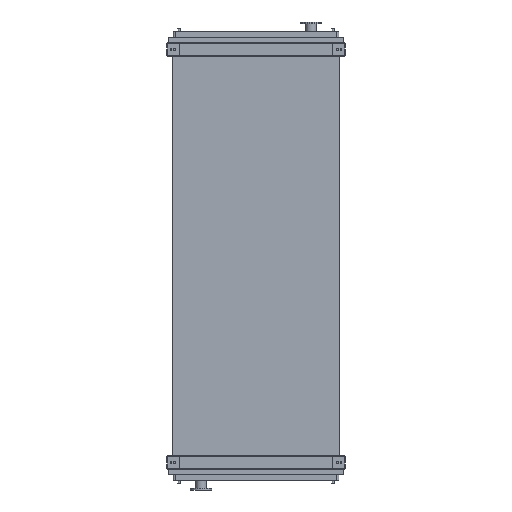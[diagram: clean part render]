
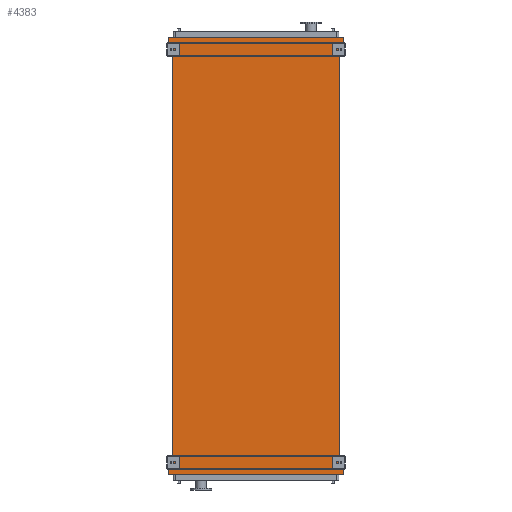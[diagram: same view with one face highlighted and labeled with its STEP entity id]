
A CAD part, front view. The second image highlights one B-rep face of the part: STEP entity #4383.
In plain terms, the highlighted planar face has unit normal (0, -1, 0).
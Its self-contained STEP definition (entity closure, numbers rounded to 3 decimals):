
#4 = CARTESIAN_POINT ( 'NONE',  ( -891., 0., -4303. ) ) ;
#1126 = CARTESIAN_POINT ( 'NONE',  ( -891., 0., 95. ) ) ;
#1699 = VERTEX_POINT ( 'NONE', #10634 ) ;
#2216 = EDGE_LOOP ( 'NONE', ( #17658, #8279, #23274, #3976, #9485, #14966, #19968, #5975, #11225, #16164, #11843, #16754 ) ) ;
#2424 = CARTESIAN_POINT ( 'NONE',  ( -891., 0., -4345. ) ) ;
#2443 = LINE ( 'NONE', #9420, #7460 ) ;
#2763 = CARTESIAN_POINT ( 'NONE',  ( -845., 0., -4250. ) ) ;
#3625 = FACE_OUTER_BOUND ( 'NONE', #2216, .T. ) ;
#3878 = EDGE_CURVE ( 'NONE', #11330, #20088, #19986, .T. ) ;
#3976 = ORIENTED_EDGE ( 'NONE', *, *, #3878, .F. ) ;
#4185 = CARTESIAN_POINT ( 'NONE',  ( -845., 0., 0. ) ) ;
#4232 = VERTEX_POINT ( 'NONE', #9421 ) ;
#4383 = ADVANCED_FACE ( 'NONE', ( #3625 ), #7175, .T. ) ;
#4654 = VECTOR ( 'NONE', #14402, 1000. ) ;
#4762 = EDGE_CURVE ( 'NONE', #14022, #19370, #23234, .T. ) ;
#4810 = CARTESIAN_POINT ( 'NONE',  ( 845., 0., -4250. ) ) ;
#4907 = DIRECTION ( 'NONE',  ( 0.655, 0., -0.755 ) ) ;
#5521 = EDGE_CURVE ( 'NONE', #4232, #22450, #21871, .T. ) ;
#5640 = EDGE_CURVE ( 'NONE', #1699, #22450, #22607, .T. ) ;
#5670 = EDGE_CURVE ( 'NONE', #20088, #1699, #2443, .T. ) ;
#5681 = EDGE_CURVE ( 'NONE', #18291, #11330, #6810, .T. ) ;
#5759 = EDGE_CURVE ( 'NONE', #19370, #18291, #23391, .T. ) ;
#5776 = LINE ( 'NONE', #6314, #20329 ) ;
#5789 = EDGE_CURVE ( 'NONE', #11444, #14022, #18390, .T. ) ;
#5832 = EDGE_CURVE ( 'NONE', #16116, #11444, #17780, .T. ) ;
#5843 = EDGE_CURVE ( 'NONE', #16292, #16116, #21855, .T. ) ;
#5883 = EDGE_CURVE ( 'NONE', #16324, #16292, #5776, .T. ) ;
#5952 = EDGE_CURVE ( 'NONE', #4232, #16324, #22584, .T. ) ;
#5975 = ORIENTED_EDGE ( 'NONE', *, *, #5789, .F. ) ;
#6198 = DIRECTION ( 'NONE',  ( 0., 0., -1. ) ) ;
#6314 = CARTESIAN_POINT ( 'NONE',  ( 891., 0., -4303. ) ) ;
#6810 = LINE ( 'NONE', #9000, #22104 ) ;
#6830 = CARTESIAN_POINT ( 'NONE',  ( 891., 0., -4345. ) ) ;
#6883 = DIRECTION ( 'NONE',  ( -1., 0., 0. ) ) ;
#7019 = CARTESIAN_POINT ( 'NONE',  ( -891., 0., -4345. ) ) ;
#7025 = DIRECTION ( 'NONE',  ( 0., 0., 1. ) ) ;
#7120 = DIRECTION ( 'NONE',  ( 0., 0., -1. ) ) ;
#7175 = PLANE ( 'NONE',  #18115 ) ;
#7241 = CARTESIAN_POINT ( 'NONE',  ( -845., 0., -4250. ) ) ;
#7299 = DIRECTION ( 'NONE',  ( 0., -1., 0. ) ) ;
#7373 = CARTESIAN_POINT ( 'NONE',  ( 891., 0., -4303. ) ) ;
#7460 = VECTOR ( 'NONE', #9452, 1000. ) ;
#7605 = DIRECTION ( 'NONE',  ( 0.655, 0., 0.755 ) ) ;
#7780 = CARTESIAN_POINT ( 'NONE',  ( -891., 0., -4303. ) ) ;
#7805 = VECTOR ( 'NONE', #11450, 1000. ) ;
#7816 = DIRECTION ( 'NONE',  ( -0.655, 0., 0.755 ) ) ;
#7931 = CARTESIAN_POINT ( 'NONE',  ( -845., 0., 0. ) ) ;
#8279 = ORIENTED_EDGE ( 'NONE', *, *, #5640, .F. ) ;
#8859 = VECTOR ( 'NONE', #11987, 1000. ) ;
#8994 = DIRECTION ( 'NONE',  ( 0., 0., 1. ) ) ;
#9000 = CARTESIAN_POINT ( 'NONE',  ( -891., 0., 53. ) ) ;
#9038 = VECTOR ( 'NONE', #7605, 1000. ) ;
#9420 = CARTESIAN_POINT ( 'NONE',  ( 891., 0., 95. ) ) ;
#9421 = CARTESIAN_POINT ( 'NONE',  ( 845., 0., -4250. ) ) ;
#9452 = DIRECTION ( 'NONE',  ( 0., 0., -1. ) ) ;
#9485 = ORIENTED_EDGE ( 'NONE', *, *, #5681, .F. ) ;
#9704 = DIRECTION ( 'NONE',  ( -0.655, 0., -0.755 ) ) ;
#9974 = CARTESIAN_POINT ( 'NONE',  ( 891., 0., 53. ) ) ;
#10634 = CARTESIAN_POINT ( 'NONE',  ( 891., 0., 53. ) ) ;
#11225 = ORIENTED_EDGE ( 'NONE', *, *, #5832, .F. ) ;
#11330 = VERTEX_POINT ( 'NONE', #1126 ) ;
#11444 = VERTEX_POINT ( 'NONE', #4 ) ;
#11450 = DIRECTION ( 'NONE',  ( 0., 0., 1. ) ) ;
#11504 = CARTESIAN_POINT ( 'NONE',  ( 845., 0., -4250. ) ) ;
#11793 = CARTESIAN_POINT ( 'NONE',  ( -845., 0., -4250. ) ) ;
#11843 = ORIENTED_EDGE ( 'NONE', *, *, #5883, .F. ) ;
#11987 = DIRECTION ( 'NONE',  ( 0., 0., 1. ) ) ;
#12911 = CARTESIAN_POINT ( 'NONE',  ( 891., 0., -4345. ) ) ;
#12998 = CARTESIAN_POINT ( 'NONE',  ( 891., 0., 95. ) ) ;
#13389 = CARTESIAN_POINT ( 'NONE',  ( -891., 0., 53. ) ) ;
#13674 = VECTOR ( 'NONE', #4907, 1000. ) ;
#14022 = VERTEX_POINT ( 'NONE', #2763 ) ;
#14263 = VECTOR ( 'NONE', #9704, 1000. ) ;
#14402 = DIRECTION ( 'NONE',  ( 1., 0., 0. ) ) ;
#14607 = CARTESIAN_POINT ( 'NONE',  ( -891., 0., 95. ) ) ;
#14966 = ORIENTED_EDGE ( 'NONE', *, *, #5759, .F. ) ;
#16116 = VERTEX_POINT ( 'NONE', #2424 ) ;
#16164 = ORIENTED_EDGE ( 'NONE', *, *, #5843, .F. ) ;
#16292 = VERTEX_POINT ( 'NONE', #12911 ) ;
#16324 = VERTEX_POINT ( 'NONE', #7373 ) ;
#16754 = ORIENTED_EDGE ( 'NONE', *, *, #5952, .F. ) ;
#17178 = VECTOR ( 'NONE', #7025, 1000. ) ;
#17658 = ORIENTED_EDGE ( 'NONE', *, *, #5521, .T. ) ;
#17780 = LINE ( 'NONE', #7019, #17178 ) ;
#18115 = AXIS2_PLACEMENT_3D ( 'NONE', #7241, #7299, #7120 ) ;
#18291 = VERTEX_POINT ( 'NONE', #13389 ) ;
#18390 = LINE ( 'NONE', #7780, #9038 ) ;
#18965 = VECTOR ( 'NONE', #7816, 1000. ) ;
#19370 = VERTEX_POINT ( 'NONE', #4185 ) ;
#19968 = ORIENTED_EDGE ( 'NONE', *, *, #4762, .F. ) ;
#19986 = LINE ( 'NONE', #14607, #4654 ) ;
#20088 = VERTEX_POINT ( 'NONE', #12998 ) ;
#20329 = VECTOR ( 'NONE', #6198, 1000. ) ;
#21351 = VECTOR ( 'NONE', #6883, 1000. ) ;
#21855 = LINE ( 'NONE', #6830, #21351 ) ;
#21871 = LINE ( 'NONE', #11504, #7805 ) ;
#22104 = VECTOR ( 'NONE', #8994, 1000. ) ;
#22450 = VERTEX_POINT ( 'NONE', #23683 ) ;
#22584 = LINE ( 'NONE', #4810, #13674 ) ;
#22607 = LINE ( 'NONE', #9974, #14263 ) ;
#23234 = LINE ( 'NONE', #11793, #8859 ) ;
#23274 = ORIENTED_EDGE ( 'NONE', *, *, #5670, .F. ) ;
#23391 = LINE ( 'NONE', #7931, #18965 ) ;
#23683 = CARTESIAN_POINT ( 'NONE',  ( 845., 0., 0. ) ) ;
